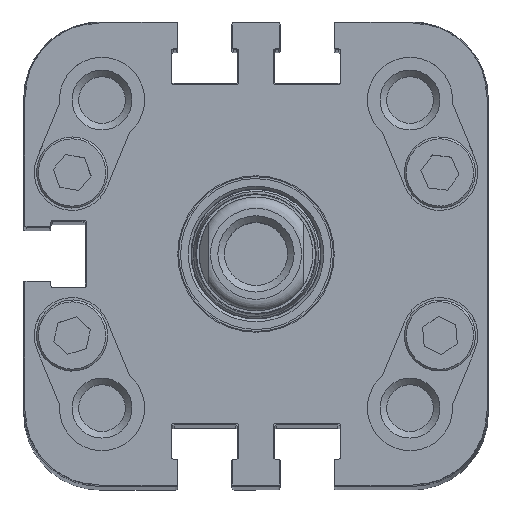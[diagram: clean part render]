
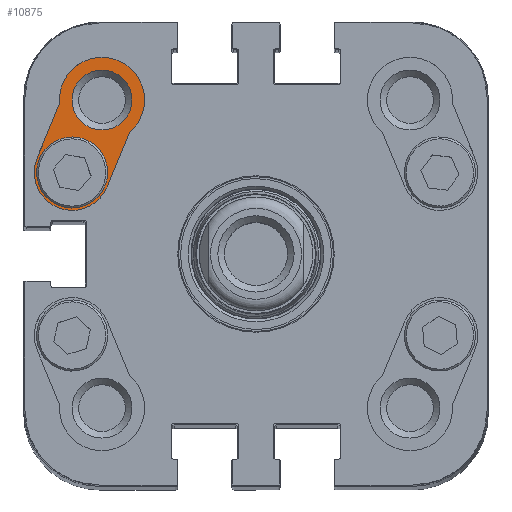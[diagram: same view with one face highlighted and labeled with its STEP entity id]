
A CAD part, top view. The second image highlights one B-rep face of the part: STEP entity #10875.
In plain terms, the highlighted planar face has unit normal (0, 0, 1).
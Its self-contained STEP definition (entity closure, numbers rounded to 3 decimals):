
#10812=CARTESIAN_POINT('',(-17.725,12.667,89.2));
#10813=DIRECTION('',(0.0,0.0,1.0));
#10814=DIRECTION('',(1.0,0.0,0.0));
#10815=AXIS2_PLACEMENT_3D('',#10812,#10813,#10814);
#10816=PLANE('',#10815);
#10817=CARTESIAN_POINT('',(-13.336,12.821,89.2));
#10818=VERTEX_POINT('',#10817);
#10819=CARTESIAN_POINT('',(-20.734,15.867,89.2));
#10820=VERTEX_POINT('',#10819);
#10821=CARTESIAN_POINT('',(-16.25,16.25,89.2));
#10822=DIRECTION('',(0.0,0.0,1.0));
#10823=DIRECTION('',(-0.648,0.762,0.0));
#10824=AXIS2_PLACEMENT_3D('',#10821,#10822,#10823);
#10825=CIRCLE('',#10824,4.5);
#10826=EDGE_CURVE('',#10818,#10820,#10825,.T.);
#10827=ORIENTED_EDGE('',*,*,#10826,.T.);
#10828=CARTESIAN_POINT('',(-23.099,10.123,89.2));
#10829=VERTEX_POINT('',#10828);
#10830=CARTESIAN_POINT('',(-20.734,15.867,89.2));
#10831=DIRECTION('',(-0.381,-0.925,0.0));
#10832=VECTOR('',#10831,6.212);
#10833=LINE('',#10830,#10832);
#10834=EDGE_CURVE('',#10820,#10829,#10833,.T.);
#10835=ORIENTED_EDGE('',*,*,#10834,.T.);
#10836=CARTESIAN_POINT('',(-15.701,7.077,89.2));
#10837=VERTEX_POINT('',#10836);
#10838=CARTESIAN_POINT('',(-19.4,8.6,89.2));
#10839=DIRECTION('',(0.0,0.0,1.0));
#10840=DIRECTION('',(0.925,-0.381,0.0));
#10841=AXIS2_PLACEMENT_3D('',#10838,#10839,#10840);
#10842=CIRCLE('',#10841,4.0);
#10843=EDGE_CURVE('',#10829,#10837,#10842,.T.);
#10844=ORIENTED_EDGE('',*,*,#10843,.T.);
#10845=CARTESIAN_POINT('',(-15.701,7.077,89.2));
#10846=DIRECTION('',(0.381,0.925,0.0));
#10847=VECTOR('',#10846,6.212);
#10848=LINE('',#10845,#10847);
#10849=EDGE_CURVE('',#10837,#10818,#10848,.T.);
#10850=ORIENTED_EDGE('',*,*,#10849,.T.);
#10851=EDGE_LOOP('',(#10827,#10835,#10844,#10850));
#10852=FACE_OUTER_BOUND('',#10851,.T.);
#10853=CARTESIAN_POINT('',(-16.059,9.8,89.2));
#10854=VERTEX_POINT('',#10853);
#10855=CARTESIAN_POINT('',(-19.4,8.6,89.2));
#10856=DIRECTION('',(0.0,0.0,1.0));
#10857=DIRECTION('',(-0.941,-0.338,0.0));
#10858=AXIS2_PLACEMENT_3D('',#10855,#10856,#10857);
#10859=CIRCLE('',#10858,3.55);
#10860=EDGE_CURVE('',#10854,#10854,#10859,.T.);
#10861=ORIENTED_EDGE('',*,*,#10860,.F.);
#10862=EDGE_LOOP('',(#10861));
#10863=FACE_BOUND('',#10862,.T.);
#10864=CARTESIAN_POINT('',(-19.408,16.25,89.2));
#10865=VERTEX_POINT('',#10864);
#10866=CARTESIAN_POINT('',(-16.25,16.25,89.2));
#10867=DIRECTION('',(0.0,0.0,1.0));
#10868=DIRECTION('',(1.0,0.0,0.0));
#10869=AXIS2_PLACEMENT_3D('',#10866,#10867,#10868);
#10870=CIRCLE('',#10869,3.159);
#10871=EDGE_CURVE('',#10865,#10865,#10870,.T.);
#10872=ORIENTED_EDGE('',*,*,#10871,.F.);
#10873=EDGE_LOOP('',(#10872));
#10874=FACE_BOUND('',#10873,.T.);
#10875=ADVANCED_FACE('',(#10852,#10863,#10874),#10816,.T.);
